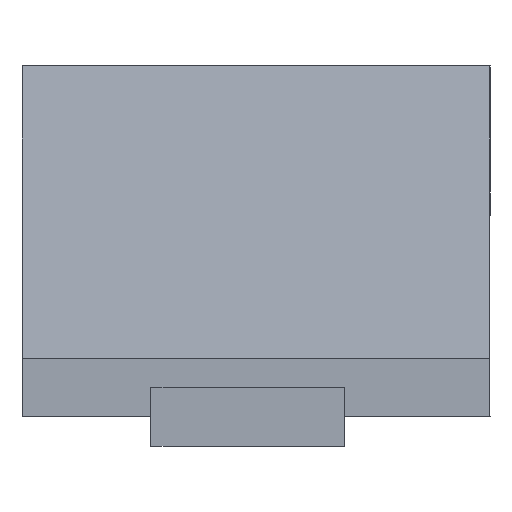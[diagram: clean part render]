
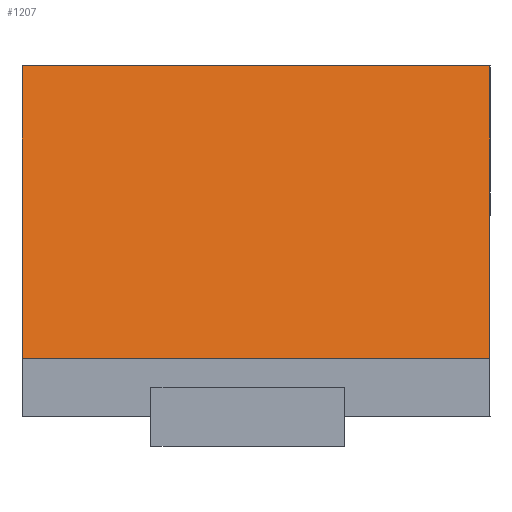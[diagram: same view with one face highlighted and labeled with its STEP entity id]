
A CAD part, left-side view. The second image highlights one B-rep face of the part: STEP entity #1207.
In plain terms, the highlighted planar face has unit normal (-0.985, 0, 0.174).
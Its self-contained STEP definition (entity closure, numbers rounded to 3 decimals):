
#684 = EDGE_CURVE ( 'NONE', #694, #690, #5317, .T. ) ;
#690 = VERTEX_POINT ( 'NONE', #5309 ) ;
#694 = VERTEX_POINT ( 'NONE', #5308 ) ;
#1114 = VERTEX_POINT ( 'NONE', #7193 ) ;
#1117 = EDGE_CURVE ( 'NONE', #1114, #1118, #7191, .T. ) ;
#1118 = VERTEX_POINT ( 'NONE', #7187 ) ;
#1183 = EDGE_CURVE ( 'NONE', #1118, #694, #7490, .T. ) ;
#1205 = EDGE_CURVE ( 'NONE', #690, #1114, #7591, .T. ) ;
#1207 = ADVANCED_FACE ( 'NONE', ( #7587 ), #7572, .T. ) ;
#1208 = EDGE_LOOP ( 'NONE', ( #1209, #1210, #1211, #1276 ) ) ;
#1209 = ORIENTED_EDGE ( 'NONE', *, *, #1183, .F. ) ;
#1210 = ORIENTED_EDGE ( 'NONE', *, *, #1117, .F. ) ;
#1211 = ORIENTED_EDGE ( 'NONE', *, *, #1205, .F. ) ;
#1276 = ORIENTED_EDGE ( 'NONE', *, *, #684, .F. ) ;
#5308 = CARTESIAN_POINT ( 'NONE',  ( -0.512, 0.4, 0.65 ) ) ;
#5309 = CARTESIAN_POINT ( 'NONE',  ( -0.512, -0.4, 0.65 ) ) ;
#5314 = DIRECTION ( 'NONE',  ( 0., -1., 0. ) ) ;
#5315 = VECTOR ( 'NONE', #5314, 1000. ) ;
#5316 = CARTESIAN_POINT ( 'NONE',  ( -0.512, -0.4, 0.65 ) ) ;
#5317 = LINE ( 'NONE', #5316, #5315 ) ;
#7187 = CARTESIAN_POINT ( 'NONE',  ( -0.6, 0.4, 0.15 ) ) ;
#7188 = DIRECTION ( 'NONE',  ( 0., 1., 0. ) ) ;
#7189 = VECTOR ( 'NONE', #7188, 1000. ) ;
#7190 = CARTESIAN_POINT ( 'NONE',  ( -0.6, 0.4, 0.15 ) ) ;
#7191 = LINE ( 'NONE', #7190, #7189 ) ;
#7193 = CARTESIAN_POINT ( 'NONE',  ( -0.6, -0.4, 0.15 ) ) ;
#7235 = DIRECTION ( 'NONE',  ( 0.174, 0., 0.985 ) ) ;
#7488 = VECTOR ( 'NONE', #7235, 1000. ) ;
#7489 = CARTESIAN_POINT ( 'NONE',  ( -0.512, 0.4, 0.65 ) ) ;
#7490 = LINE ( 'NONE', #7489, #7488 ) ;
#7568 = DIRECTION ( 'NONE',  ( 0.174, 0., 0.985 ) ) ;
#7569 = DIRECTION ( 'NONE',  ( -0.985, 0., 0.174 ) ) ;
#7570 = CARTESIAN_POINT ( 'NONE',  ( -0.512, -0.4, 0.65 ) ) ;
#7571 = AXIS2_PLACEMENT_3D ( 'NONE', #7570, #7569, #7568 ) ;
#7572 = PLANE ( 'NONE',  #7571 ) ;
#7587 = FACE_OUTER_BOUND ( 'NONE', #1208, .T. ) ;
#7588 = DIRECTION ( 'NONE',  ( -0.174, 0., -0.985 ) ) ;
#7589 = VECTOR ( 'NONE', #7588, 1000. ) ;
#7590 = CARTESIAN_POINT ( 'NONE',  ( -0.512, -0.4, 0.65 ) ) ;
#7591 = LINE ( 'NONE', #7590, #7589 ) ;
